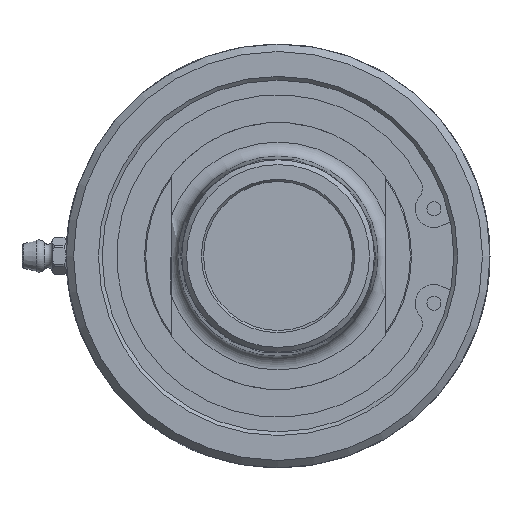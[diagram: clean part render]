
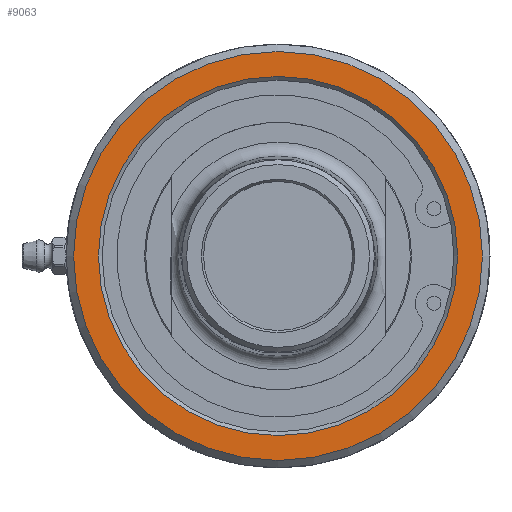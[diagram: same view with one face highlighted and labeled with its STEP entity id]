
A CAD part, left-side view. The second image highlights one B-rep face of the part: STEP entity #9063.
In plain terms, the highlighted planar face has unit normal (-1, 0, 0).
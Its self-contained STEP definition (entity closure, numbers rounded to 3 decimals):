
#113=FACE_BOUND('',#1560,.T.);
#492=PLANE('',#9716);
#1001=FACE_OUTER_BOUND('',#1559,.T.);
#1559=EDGE_LOOP('',(#7782));
#1560=EDGE_LOOP('',(#7783));
#2397=CIRCLE('',#9714,38.34);
#2398=CIRCLE('',#9717,43.65);
#4149=VERTEX_POINT('',#62460);
#4150=VERTEX_POINT('',#62466);
#5398=EDGE_CURVE('',#4149,#4149,#2397,.T.);
#5400=EDGE_CURVE('',#4150,#4150,#2398,.T.);
#7782=ORIENTED_EDGE('',*,*,#5400,.F.);
#7783=ORIENTED_EDGE('',*,*,#5398,.F.);
#9063=ADVANCED_FACE('',(#1001,#113),#492,.T.);
#9714=AXIS2_PLACEMENT_3D('',#62462,#11334,#11335);
#9716=AXIS2_PLACEMENT_3D('',#62465,#11339,#11340);
#9717=AXIS2_PLACEMENT_3D('',#62467,#11341,#11342);
#11334=DIRECTION('center_axis',(-1.,0.,0.));
#11335=DIRECTION('ref_axis',(0.,-1.,0.));
#11339=DIRECTION('center_axis',(-1.,0.,0.));
#11340=DIRECTION('ref_axis',(0.,0.,1.));
#11341=DIRECTION('center_axis',(1.,0.,0.));
#11342=DIRECTION('ref_axis',(0.,-1.,0.));
#62460=CARTESIAN_POINT('',(1.9,38.34,0.));
#62462=CARTESIAN_POINT('Origin',(1.9,0.,0.));
#62465=CARTESIAN_POINT('Origin',(1.9,22.625,0.));
#62466=CARTESIAN_POINT('',(1.9,43.65,0.));
#62467=CARTESIAN_POINT('Origin',(1.9,0.,0.));
